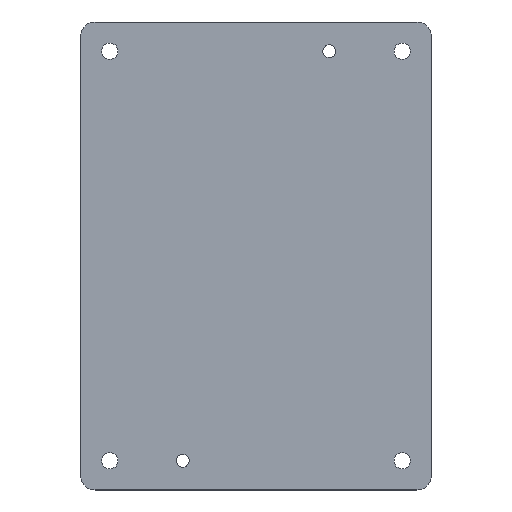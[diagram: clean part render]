
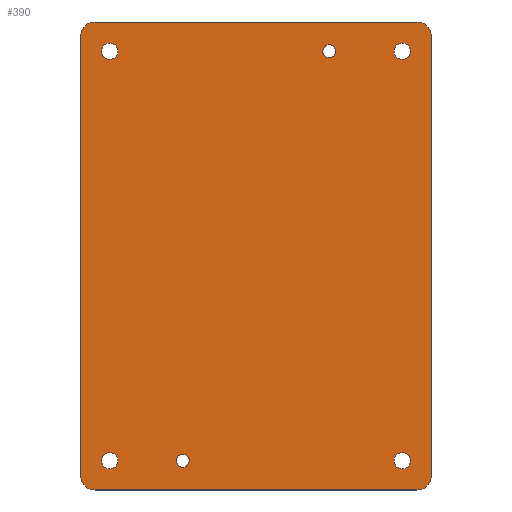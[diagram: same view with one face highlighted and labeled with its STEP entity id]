
A CAD part, top view. The second image highlights one B-rep face of the part: STEP entity #390.
In plain terms, the highlighted planar face has unit normal (0, 0, 1).
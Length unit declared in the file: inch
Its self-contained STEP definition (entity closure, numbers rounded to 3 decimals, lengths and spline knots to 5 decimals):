
#2 = CIRCLE ( 'NONE', #233, 0.25 ) ;
#6 = CARTESIAN_POINT ( 'NONE',  ( 2.5, 3.5, 0. ) ) ;
#11 = CARTESIAN_POINT ( 'NONE',  ( 2.6405, -3.5, 0. ) ) ;
#12 = AXIS2_PLACEMENT_3D ( 'NONE', #136, #124, #33 ) ;
#20 = CIRCLE ( 'NONE', #355, 0.25 ) ;
#29 = EDGE_CURVE ( 'NONE', #501, #501, #418, .T. ) ;
#31 = VERTEX_POINT ( 'NONE', #187 ) ;
#33 = DIRECTION ( 'NONE',  ( 1., 0., 0. ) ) ;
#36 = CARTESIAN_POINT ( 'NONE',  ( 0., 0., 0. ) ) ;
#40 = ORIENTED_EDGE ( 'NONE', *, *, #142, .T. ) ;
#46 = CARTESIAN_POINT ( 'NONE',  ( 3., 0., 0. ) ) ;
#54 = CARTESIAN_POINT ( 'NONE',  ( -2.5, -3.5, 0. ) ) ;
#61 = DIRECTION ( 'NONE',  ( 0., 0., -1. ) ) ;
#66 = EDGE_CURVE ( 'NONE', #332, #332, #252, .T. ) ;
#79 = VERTEX_POINT ( 'NONE', #504 ) ;
#80 = CARTESIAN_POINT ( 'NONE',  ( -3., 0., 0. ) ) ;
#83 = FACE_BOUND ( 'NONE', #452, .T. ) ;
#94 = ORIENTED_EDGE ( 'NONE', *, *, #400, .T. ) ;
#101 = CARTESIAN_POINT ( 'NONE',  ( 2.75, 4., 0. ) ) ;
#112 = DIRECTION ( 'NONE',  ( -1., 0., 0. ) ) ;
#116 = CIRCLE ( 'NONE', #185, 0.109 ) ;
#117 = ORIENTED_EDGE ( 'NONE', *, *, #66, .T. ) ;
#118 = AXIS2_PLACEMENT_3D ( 'NONE', #542, #230, #366 ) ;
#120 = LINE ( 'NONE', #425, #566 ) ;
#124 = DIRECTION ( 'NONE',  ( 0., 0., -1. ) ) ;
#126 = AXIS2_PLACEMENT_3D ( 'NONE', #246, #506, #149 ) ;
#134 = ORIENTED_EDGE ( 'NONE', *, *, #329, .T. ) ;
#136 = CARTESIAN_POINT ( 'NONE',  ( 2.5, -3.5, 0. ) ) ;
#140 = ORIENTED_EDGE ( 'NONE', *, *, #381, .T. ) ;
#142 = EDGE_CURVE ( 'NONE', #235, #235, #201, .T. ) ;
#144 = AXIS2_PLACEMENT_3D ( 'NONE', #36, #497, #354 ) ;
#145 = CARTESIAN_POINT ( 'NONE',  ( -2.5, 3.5, 0. ) ) ;
#149 = DIRECTION ( 'NONE',  ( 1., 0., 0. ) ) ;
#150 = CARTESIAN_POINT ( 'NONE',  ( -2.3595, 3.5, 0. ) ) ;
#153 = DIRECTION ( 'NONE',  ( 1., 0., 0. ) ) ;
#156 = CARTESIAN_POINT ( 'NONE',  ( -2.75, -4., 0. ) ) ;
#166 = EDGE_LOOP ( 'NONE', ( #134, #533, #231, #229, #140, #264, #388, #447 ) ) ;
#167 = CIRCLE ( 'NONE', #118, 0.25 ) ;
#170 = CARTESIAN_POINT ( 'NONE',  ( -2.75, -3.75, 0. ) ) ;
#176 = VERTEX_POINT ( 'NONE', #101 ) ;
#177 = VECTOR ( 'NONE', #200, 39.37008 ) ;
#185 = AXIS2_PLACEMENT_3D ( 'NONE', #218, #268, #581 ) ;
#187 = CARTESIAN_POINT ( 'NONE',  ( 3., -3.75, 0. ) ) ;
#199 = EDGE_CURVE ( 'NONE', #212, #435, #556, .T. ) ;
#200 = DIRECTION ( 'NONE',  ( 0., -1., 0. ) ) ;
#201 = CIRCLE ( 'NONE', #334, 0.1405 ) ;
#212 = VERTEX_POINT ( 'NONE', #281 ) ;
#215 = FACE_OUTER_BOUND ( 'NONE', #166, .T. ) ;
#218 = CARTESIAN_POINT ( 'NONE',  ( 1.25, 3.5, 0. ) ) ;
#221 = FACE_BOUND ( 'NONE', #515, .T. ) ;
#222 = EDGE_LOOP ( 'NONE', ( #565 ) ) ;
#223 = AXIS2_PLACEMENT_3D ( 'NONE', #6, #236, #463 ) ;
#225 = EDGE_CURVE ( 'NONE', #176, #212, #120, .T. ) ;
#229 = ORIENTED_EDGE ( 'NONE', *, *, #466, .T. ) ;
#230 = DIRECTION ( 'NONE',  ( 0., 0., 1. ) ) ;
#231 = ORIENTED_EDGE ( 'NONE', *, *, #353, .T. ) ;
#233 = AXIS2_PLACEMENT_3D ( 'NONE', #306, #487, #310 ) ;
#235 = VERTEX_POINT ( 'NONE', #416 ) ;
#236 = DIRECTION ( 'NONE',  ( 0., 0., -1. ) ) ;
#241 = CIRCLE ( 'NONE', #567, 0.1405 ) ;
#246 = CARTESIAN_POINT ( 'NONE',  ( -2.75, 3.75, 0. ) ) ;
#252 = CIRCLE ( 'NONE', #382, 0.109 ) ;
#264 = ORIENTED_EDGE ( 'NONE', *, *, #557, .T. ) ;
#267 = VERTEX_POINT ( 'NONE', #156 ) ;
#268 = DIRECTION ( 'NONE',  ( 0., 0., -1. ) ) ;
#269 = EDGE_LOOP ( 'NONE', ( #479 ) ) ;
#270 = EDGE_CURVE ( 'NONE', #79, #267, #20, .T. ) ;
#271 = FACE_BOUND ( 'NONE', #356, .T. ) ;
#272 = EDGE_LOOP ( 'NONE', ( #117 ) ) ;
#275 = FACE_BOUND ( 'NONE', #222, .T. ) ;
#281 = CARTESIAN_POINT ( 'NONE',  ( -2.75, 4., 0. ) ) ;
#293 = DIRECTION ( 'NONE',  ( 1., 0., 0. ) ) ;
#294 = VERTEX_POINT ( 'NONE', #517 ) ;
#306 = CARTESIAN_POINT ( 'NONE',  ( 2.75, -3.75, 0. ) ) ;
#309 = ORIENTED_EDGE ( 'NONE', *, *, #427, .T. ) ;
#310 = DIRECTION ( 'NONE',  ( 1., 0., 0. ) ) ;
#326 = VECTOR ( 'NONE', #153, 39.37008 ) ;
#327 = CARTESIAN_POINT ( 'NONE',  ( 1.359, 3.5, 0. ) ) ;
#328 = DIRECTION ( 'NONE',  ( 1., 0., 0. ) ) ;
#329 = EDGE_CURVE ( 'NONE', #435, #79, #483, .T. ) ;
#332 = VERTEX_POINT ( 'NONE', #544 ) ;
#334 = AXIS2_PLACEMENT_3D ( 'NONE', #54, #551, #328 ) ;
#351 = FACE_BOUND ( 'NONE', #269, .T. ) ;
#353 = EDGE_CURVE ( 'NONE', #267, #294, #380, .T. ) ;
#354 = DIRECTION ( 'NONE',  ( 1., 0., 0. ) ) ;
#355 = AXIS2_PLACEMENT_3D ( 'NONE', #170, #393, #293 ) ;
#356 = EDGE_LOOP ( 'NONE', ( #309 ) ) ;
#359 = VERTEX_POINT ( 'NONE', #360 ) ;
#360 = CARTESIAN_POINT ( 'NONE',  ( 3., 3.75, 0. ) ) ;
#366 = DIRECTION ( 'NONE',  ( 1., 0., 0. ) ) ;
#370 = CARTESIAN_POINT ( 'NONE',  ( -1.25, -3.5, 0. ) ) ;
#378 = VERTEX_POINT ( 'NONE', #150 ) ;
#380 = LINE ( 'NONE', #555, #326 ) ;
#381 = EDGE_CURVE ( 'NONE', #31, #359, #404, .T. ) ;
#382 = AXIS2_PLACEMENT_3D ( 'NONE', #370, #61, #459 ) ;
#388 = ORIENTED_EDGE ( 'NONE', *, *, #225, .T. ) ;
#390 = ADVANCED_FACE ( 'NONE', ( #221, #401, #83, #275, #351, #271, #215 ), #443, .T. ) ;
#393 = DIRECTION ( 'NONE',  ( 0., 0., 1. ) ) ;
#398 = CARTESIAN_POINT ( 'NONE',  ( -3., 3.75, 0. ) ) ;
#400 = EDGE_CURVE ( 'NONE', #552, #552, #116, .T. ) ;
#401 = FACE_BOUND ( 'NONE', #272, .T. ) ;
#402 = VECTOR ( 'NONE', #529, 39.37008 ) ;
#404 = LINE ( 'NONE', #46, #402 ) ;
#416 = CARTESIAN_POINT ( 'NONE',  ( -2.3595, -3.5, 0. ) ) ;
#418 = CIRCLE ( 'NONE', #223, 0.1405 ) ;
#425 = CARTESIAN_POINT ( 'NONE',  ( 0., 4., 0. ) ) ;
#427 = EDGE_CURVE ( 'NONE', #460, #460, #521, .T. ) ;
#435 = VERTEX_POINT ( 'NONE', #398 ) ;
#443 = PLANE ( 'NONE',  #144 ) ;
#447 = ORIENTED_EDGE ( 'NONE', *, *, #199, .T. ) ;
#452 = EDGE_LOOP ( 'NONE', ( #94 ) ) ;
#455 = DIRECTION ( 'NONE',  ( 0., 0., -1. ) ) ;
#459 = DIRECTION ( 'NONE',  ( 1., 0., 0. ) ) ;
#460 = VERTEX_POINT ( 'NONE', #11 ) ;
#463 = DIRECTION ( 'NONE',  ( 1., 0., 0. ) ) ;
#466 = EDGE_CURVE ( 'NONE', #294, #31, #2, .T. ) ;
#479 = ORIENTED_EDGE ( 'NONE', *, *, #571, .T. ) ;
#483 = LINE ( 'NONE', #80, #177 ) ;
#487 = DIRECTION ( 'NONE',  ( 0., 0., 1. ) ) ;
#497 = DIRECTION ( 'NONE',  ( 0., 0., 1. ) ) ;
#501 = VERTEX_POINT ( 'NONE', #507 ) ;
#504 = CARTESIAN_POINT ( 'NONE',  ( -3., -3.75, 0. ) ) ;
#506 = DIRECTION ( 'NONE',  ( 0., 0., 1. ) ) ;
#507 = CARTESIAN_POINT ( 'NONE',  ( 2.6405, 3.5, 0. ) ) ;
#515 = EDGE_LOOP ( 'NONE', ( #40 ) ) ;
#517 = CARTESIAN_POINT ( 'NONE',  ( 2.75, -4., 0. ) ) ;
#521 = CIRCLE ( 'NONE', #12, 0.1405 ) ;
#529 = DIRECTION ( 'NONE',  ( 0., 1., 0. ) ) ;
#533 = ORIENTED_EDGE ( 'NONE', *, *, #270, .T. ) ;
#542 = CARTESIAN_POINT ( 'NONE',  ( 2.75, 3.75, 0. ) ) ;
#544 = CARTESIAN_POINT ( 'NONE',  ( -1.141, -3.5, 0. ) ) ;
#550 = DIRECTION ( 'NONE',  ( 1., 0., 0. ) ) ;
#551 = DIRECTION ( 'NONE',  ( 0., 0., -1. ) ) ;
#552 = VERTEX_POINT ( 'NONE', #327 ) ;
#555 = CARTESIAN_POINT ( 'NONE',  ( 0., -4., 0. ) ) ;
#556 = CIRCLE ( 'NONE', #126, 0.25 ) ;
#557 = EDGE_CURVE ( 'NONE', #359, #176, #167, .T. ) ;
#565 = ORIENTED_EDGE ( 'NONE', *, *, #29, .T. ) ;
#566 = VECTOR ( 'NONE', #112, 39.37008 ) ;
#567 = AXIS2_PLACEMENT_3D ( 'NONE', #145, #455, #550 ) ;
#571 = EDGE_CURVE ( 'NONE', #378, #378, #241, .T. ) ;
#581 = DIRECTION ( 'NONE',  ( 1., 0., 0. ) ) ;
